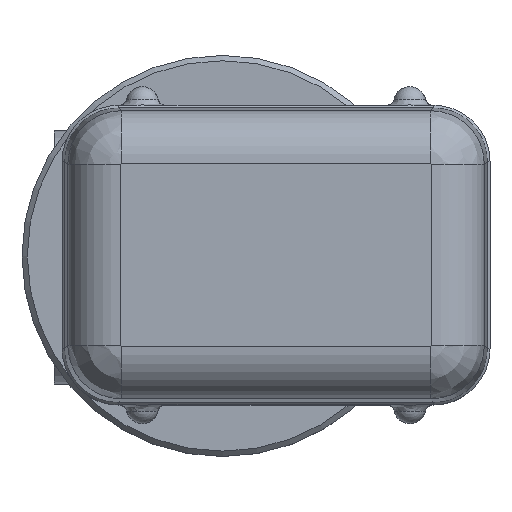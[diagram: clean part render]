
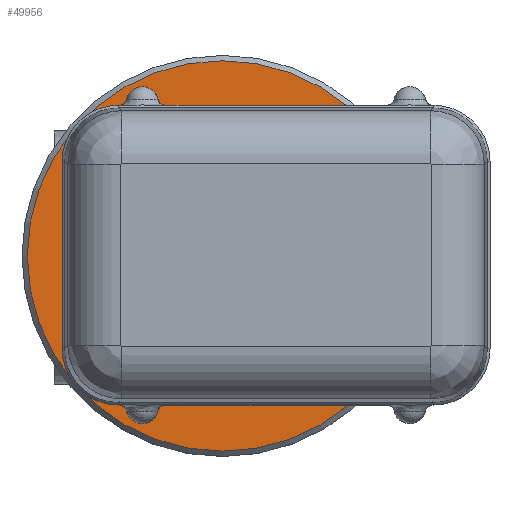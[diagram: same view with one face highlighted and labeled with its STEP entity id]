
A CAD part, top view. The second image highlights one B-rep face of the part: STEP entity #49956.
In plain terms, the highlighted planar face has unit normal (0, 0, 1).
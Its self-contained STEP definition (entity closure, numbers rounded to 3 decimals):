
#49922=CARTESIAN_POINT('',(73.0,0.,288.2));
#49923=VERTEX_POINT('',#49922);
#49924=CARTESIAN_POINT('',(0.,0.0,288.2));
#49925=DIRECTION('',(0.0,0.0,-1.0));
#49926=DIRECTION('',(-1.0,0.0,0.0));
#49927=AXIS2_PLACEMENT_3D('',#49924,#49925,#49926);
#49928=CIRCLE('',#49927,73.0);
#49929=EDGE_CURVE('',#49923,#49923,#49928,.T.);
#49937=CARTESIAN_POINT('',(0.,0.0,288.2));
#49938=DIRECTION('',(0.0,0.0,-1.0));
#49939=DIRECTION('',(-1.0,0.0,0.0));
#49940=AXIS2_PLACEMENT_3D('',#49937,#49938,#49939);
#49941=PLANE('',#49940);
#49942=ORIENTED_EDGE('',*,*,#49929,.F.);
#49943=EDGE_LOOP('',(#49942));
#49944=FACE_OUTER_BOUND('',#49943,.T.);
#49945=CARTESIAN_POINT('',(47.5,0.,288.2));
#49946=VERTEX_POINT('',#49945);
#49947=CARTESIAN_POINT('',(0.,0.0,288.2));
#49948=DIRECTION('',(0.0,0.0,-1.0));
#49949=DIRECTION('',(-1.0,0.0,0.0));
#49950=AXIS2_PLACEMENT_3D('',#49947,#49948,#49949);
#49951=CIRCLE('',#49950,47.5);
#49952=EDGE_CURVE('',#49946,#49946,#49951,.T.);
#49953=ORIENTED_EDGE('',*,*,#49952,.T.);
#49954=EDGE_LOOP('',(#49953));
#49955=FACE_BOUND('',#49954,.T.);
#49956=ADVANCED_FACE('',(#49944,#49955),#49941,.F.);
